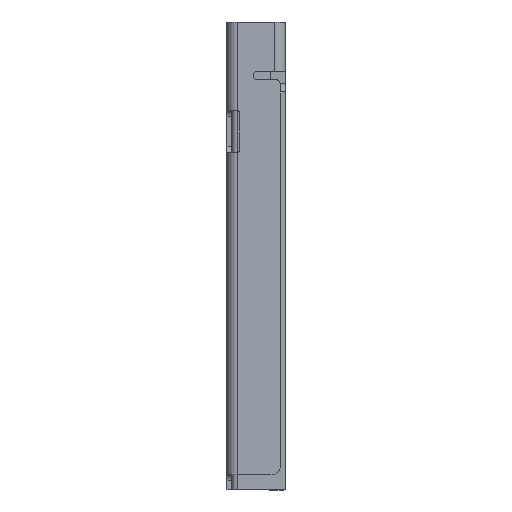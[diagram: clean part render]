
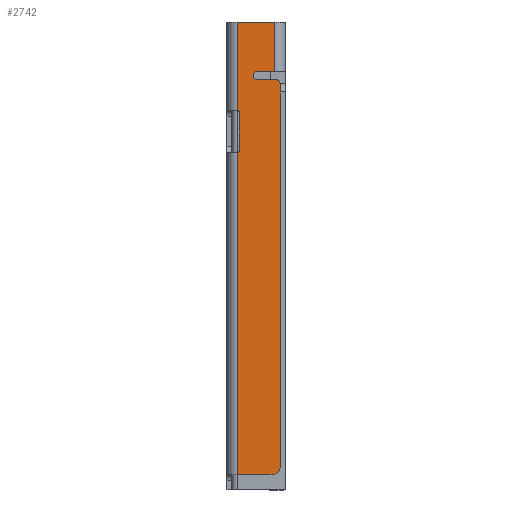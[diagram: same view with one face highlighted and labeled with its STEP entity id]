
A CAD part, left-side view. The second image highlights one B-rep face of the part: STEP entity #2742.
In plain terms, the highlighted planar face has unit normal (-1, 0, 0).
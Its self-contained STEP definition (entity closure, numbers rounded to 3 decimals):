
#50 = ORIENTED_EDGE ( 'NONE', *, *, #9191, .T. ) ;
#155 = VECTOR ( 'NONE', #14083, 1000. ) ;
#329 = VERTEX_POINT ( 'NONE', #18899 ) ;
#528 = VECTOR ( 'NONE', #19274, 1000. ) ;
#759 = CIRCLE ( 'NONE', #5931, 0.103 ) ;
#760 = ORIENTED_EDGE ( 'NONE', *, *, #18357, .F. ) ;
#1093 = CIRCLE ( 'NONE', #17308, 0.125 ) ;
#1397 = DIRECTION ( 'NONE',  ( -1., 0., 0. ) ) ;
#1718 = CARTESIAN_POINT ( 'NONE',  ( -5.975, 0.32, -5.125 ) ) ;
#2249 = AXIS2_PLACEMENT_3D ( 'NONE', #9562, #14744, #21131 ) ;
#2267 = CARTESIAN_POINT ( 'NONE',  ( -5.975, 1.12, 2.57 ) ) ;
#2431 = AXIS2_PLACEMENT_3D ( 'NONE', #1718, #1397, #4743 ) ;
#2517 = LINE ( 'NONE', #18943, #528 ) ;
#2742 = ADVANCED_FACE ( 'NONE', ( #6627 ), #13429, .T. ) ;
#3116 = CARTESIAN_POINT ( 'NONE',  ( -5.975, 1.42, 5.7 ) ) ;
#3176 = EDGE_CURVE ( 'NONE', #19332, #15665, #7118, .T. ) ;
#3347 = DIRECTION ( 'NONE',  ( 0., -1., 0. ) ) ;
#3482 = EDGE_CURVE ( 'NONE', #5558, #6461, #12978, .T. ) ;
#3636 = DIRECTION ( 'NONE',  ( 0., 0., 1. ) ) ;
#3796 = CIRCLE ( 'NONE', #2431, 0.2 ) ;
#4235 = EDGE_CURVE ( 'NONE', #5558, #7714, #14909, .T. ) ;
#4396 = ORIENTED_EDGE ( 'NONE', *, *, #19514, .T. ) ;
#4449 = CARTESIAN_POINT ( 'NONE',  ( -5.975, 0.12, -1.735 ) ) ;
#4534 = LINE ( 'NONE', #3116, #16767 ) ;
#4743 = DIRECTION ( 'NONE',  ( 0., 0., -1. ) ) ;
#4780 = VERTEX_POINT ( 'NONE', #14964 ) ;
#5107 = CARTESIAN_POINT ( 'NONE',  ( -5.975, 1.42, 0. ) ) ;
#5321 = ORIENTED_EDGE ( 'NONE', *, *, #10519, .T. ) ;
#5398 = DIRECTION ( 'NONE',  ( 0., 0., 1. ) ) ;
#5558 = VERTEX_POINT ( 'NONE', #2267 ) ;
#5683 = VECTOR ( 'NONE', #19620, 1000. ) ;
#5931 = AXIS2_PLACEMENT_3D ( 'NONE', #12171, #18766, #3636 ) ;
#6391 = EDGE_CURVE ( 'NONE', #16937, #13825, #12559, .T. ) ;
#6461 = VERTEX_POINT ( 'NONE', #17636 ) ;
#6627 = FACE_OUTER_BOUND ( 'NONE', #18767, .T. ) ;
#6650 = EDGE_CURVE ( 'NONE', #329, #19462, #6706, .T. ) ;
#6706 = LINE ( 'NONE', #11668, #19428 ) ;
#6842 = DIRECTION ( 'NONE',  ( -1., 0., 0. ) ) ;
#6853 = DIRECTION ( 'NONE',  ( 0., -1., 0. ) ) ;
#6959 = DIRECTION ( 'NONE',  ( -1., 0., 0. ) ) ;
#7070 = CARTESIAN_POINT ( 'NONE',  ( -5.975, 0.34, 3.62 ) ) ;
#7118 = LINE ( 'NONE', #10462, #8819 ) ;
#7496 = LINE ( 'NONE', #10735, #155 ) ;
#7714 = VERTEX_POINT ( 'NONE', #11144 ) ;
#7889 = DIRECTION ( 'NONE',  ( 0., 0., -1. ) ) ;
#8045 = CARTESIAN_POINT ( 'NONE',  ( -5.975, 1.17, 0. ) ) ;
#8819 = VECTOR ( 'NONE', #17064, 1000. ) ;
#8874 = CARTESIAN_POINT ( 'NONE',  ( -5.975, 0.32, -5.325 ) ) ;
#8944 = EDGE_CURVE ( 'NONE', #9891, #7714, #14663, .T. ) ;
#9191 = EDGE_CURVE ( 'NONE', #10975, #13637, #2517, .T. ) ;
#9304 = CARTESIAN_POINT ( 'NONE',  ( -5.975, 0.24, 4.295 ) ) ;
#9562 = CARTESIAN_POINT ( 'NONE',  ( -5.975, 1.17, 3.495 ) ) ;
#9617 = CARTESIAN_POINT ( 'NONE',  ( -5.975, 1.17, 0. ) ) ;
#9835 = EDGE_CURVE ( 'NONE', #14086, #19921, #4534, .T. ) ;
#9891 = VERTEX_POINT ( 'NONE', #15009 ) ;
#10196 = DIRECTION ( 'NONE',  ( 0., 0., -1. ) ) ;
#10199 = EDGE_CURVE ( 'NONE', #14086, #9891, #18306, .T. ) ;
#10260 = EDGE_CURVE ( 'NONE', #13825, #19332, #11198, .T. ) ;
#10328 = VECTOR ( 'NONE', #6853, 1000. ) ;
#10386 = ORIENTED_EDGE ( 'NONE', *, *, #16341, .T. ) ;
#10462 = CARTESIAN_POINT ( 'NONE',  ( -5.975, 0.115, 4.53 ) ) ;
#10519 = EDGE_CURVE ( 'NONE', #20029, #19921, #7496, .T. ) ;
#10735 = CARTESIAN_POINT ( 'NONE',  ( -5.975, 0.25, 4.96 ) ) ;
#10935 = ORIENTED_EDGE ( 'NONE', *, *, #4235, .F. ) ;
#10963 = ORIENTED_EDGE ( 'NONE', *, *, #3176, .T. ) ;
#10975 = VERTEX_POINT ( 'NONE', #18148 ) ;
#10977 = ORIENTED_EDGE ( 'NONE', *, *, #6650, .F. ) ;
#11128 = DIRECTION ( 'NONE',  ( -1., 0., 0. ) ) ;
#11144 = CARTESIAN_POINT ( 'NONE',  ( -5.975, 1.12, 3.495 ) ) ;
#11198 = CIRCLE ( 'NONE', #14016, 0.225 ) ;
#11653 = CARTESIAN_POINT ( 'NONE',  ( -5.975, 1.17, 5.7 ) ) ;
#11668 = CARTESIAN_POINT ( 'NONE',  ( -5.975, 0., 4.295 ) ) ;
#11706 = CARTESIAN_POINT ( 'NONE',  ( -5.975, 0., 4.5 ) ) ;
#12046 = DIRECTION ( 'NONE',  ( 1., 0., 0. ) ) ;
#12144 = CARTESIAN_POINT ( 'NONE',  ( -5.975, 0.25, 4.5 ) ) ;
#12171 = CARTESIAN_POINT ( 'NONE',  ( -5.975, 0.68, 4.397 ) ) ;
#12338 = DIRECTION ( 'NONE',  ( 0., 0., 1. ) ) ;
#12403 = CARTESIAN_POINT ( 'NONE',  ( -5.975, 0.115, 4.17 ) ) ;
#12559 = LINE ( 'NONE', #4449, #15274 ) ;
#12978 = CIRCLE ( 'NONE', #15394, 0.05 ) ;
#13283 = LINE ( 'NONE', #9617, #19036 ) ;
#13285 = CARTESIAN_POINT ( 'NONE',  ( -5.975, 1.12, 2.52 ) ) ;
#13352 = CARTESIAN_POINT ( 'NONE',  ( -5.975, 1.17, 2.57 ) ) ;
#13429 = PLANE ( 'NONE',  #13629 ) ;
#13446 = CARTESIAN_POINT ( 'NONE',  ( -5.975, 0.25, 5.7 ) ) ;
#13629 = AXIS2_PLACEMENT_3D ( 'NONE', #5107, #6842, #15056 ) ;
#13637 = VERTEX_POINT ( 'NONE', #8874 ) ;
#13825 = VERTEX_POINT ( 'NONE', #17409 ) ;
#14014 = EDGE_CURVE ( 'NONE', #13637, #16937, #3796, .T. ) ;
#14016 = AXIS2_PLACEMENT_3D ( 'NONE', #7070, #6959, #10196 ) ;
#14047 = VECTOR ( 'NONE', #5398, 1000. ) ;
#14083 = DIRECTION ( 'NONE',  ( 0., 0., 1. ) ) ;
#14086 = VERTEX_POINT ( 'NONE', #11653 ) ;
#14273 = CARTESIAN_POINT ( 'NONE',  ( -5.975, 0.24, 4.17 ) ) ;
#14456 = CARTESIAN_POINT ( 'NONE',  ( -5.975, 0.12, -5.125 ) ) ;
#14663 = CIRCLE ( 'NONE', #2249, 0.05 ) ;
#14744 = DIRECTION ( 'NONE',  ( 1., 0., 0. ) ) ;
#14909 = LINE ( 'NONE', #13285, #14047 ) ;
#14964 = CARTESIAN_POINT ( 'NONE',  ( -5.975, 0.68, 4.5 ) ) ;
#15009 = CARTESIAN_POINT ( 'NONE',  ( -5.975, 1.17, 3.545 ) ) ;
#15056 = DIRECTION ( 'NONE',  ( 0., 0., 1. ) ) ;
#15133 = ORIENTED_EDGE ( 'NONE', *, *, #10199, .T. ) ;
#15261 = CARTESIAN_POINT ( 'NONE',  ( -5.975, 0.115, 3.62 ) ) ;
#15274 = VECTOR ( 'NONE', #12338, 1000. ) ;
#15394 = AXIS2_PLACEMENT_3D ( 'NONE', #13352, #12046, #19851 ) ;
#15570 = LINE ( 'NONE', #11706, #10328 ) ;
#15665 = VERTEX_POINT ( 'NONE', #12403 ) ;
#15882 = ORIENTED_EDGE ( 'NONE', *, *, #8944, .T. ) ;
#16341 = EDGE_CURVE ( 'NONE', #4780, #20029, #15570, .T. ) ;
#16676 = ORIENTED_EDGE ( 'NONE', *, *, #6391, .T. ) ;
#16767 = VECTOR ( 'NONE', #19454, 1000. ) ;
#16937 = VERTEX_POINT ( 'NONE', #14456 ) ;
#17064 = DIRECTION ( 'NONE',  ( 0., 0., 1. ) ) ;
#17232 = ORIENTED_EDGE ( 'NONE', *, *, #9835, .F. ) ;
#17308 = AXIS2_PLACEMENT_3D ( 'NONE', #14273, #11128, #19146 ) ;
#17409 = CARTESIAN_POINT ( 'NONE',  ( -5.975, 0.12, 3.573 ) ) ;
#17636 = CARTESIAN_POINT ( 'NONE',  ( -5.975, 1.17, 2.52 ) ) ;
#17785 = ORIENTED_EDGE ( 'NONE', *, *, #14014, .T. ) ;
#18148 = CARTESIAN_POINT ( 'NONE',  ( -5.975, 1.17, -5.325 ) ) ;
#18185 = ORIENTED_EDGE ( 'NONE', *, *, #19449, .T. ) ;
#18306 = LINE ( 'NONE', #8045, #5683 ) ;
#18357 = EDGE_CURVE ( 'NONE', #4780, #329, #759, .T. ) ;
#18766 = DIRECTION ( 'NONE',  ( -1., 0., 0. ) ) ;
#18767 = EDGE_LOOP ( 'NONE', ( #10963, #18185, #10977, #760, #10386, #5321, #17232, #15133, #15882, #10935, #20378, #4396, #50, #17785, #16676, #21092 ) ) ;
#18899 = CARTESIAN_POINT ( 'NONE',  ( -5.975, 0.68, 4.295 ) ) ;
#18943 = CARTESIAN_POINT ( 'NONE',  ( -5.975, 1.42, -5.325 ) ) ;
#19036 = VECTOR ( 'NONE', #7889, 1000. ) ;
#19146 = DIRECTION ( 'NONE',  ( 0., 0., 1. ) ) ;
#19274 = DIRECTION ( 'NONE',  ( 0., -1., 0. ) ) ;
#19332 = VERTEX_POINT ( 'NONE', #15261 ) ;
#19428 = VECTOR ( 'NONE', #3347, 1000. ) ;
#19449 = EDGE_CURVE ( 'NONE', #15665, #19462, #1093, .T. ) ;
#19454 = DIRECTION ( 'NONE',  ( 0., -1., 0. ) ) ;
#19462 = VERTEX_POINT ( 'NONE', #9304 ) ;
#19514 = EDGE_CURVE ( 'NONE', #6461, #10975, #13283, .T. ) ;
#19620 = DIRECTION ( 'NONE',  ( 0., 0., -1. ) ) ;
#19851 = DIRECTION ( 'NONE',  ( 0., 0., 1. ) ) ;
#19921 = VERTEX_POINT ( 'NONE', #13446 ) ;
#20029 = VERTEX_POINT ( 'NONE', #12144 ) ;
#20378 = ORIENTED_EDGE ( 'NONE', *, *, #3482, .T. ) ;
#21092 = ORIENTED_EDGE ( 'NONE', *, *, #10260, .T. ) ;
#21131 = DIRECTION ( 'NONE',  ( 0., 0., 1. ) ) ;
